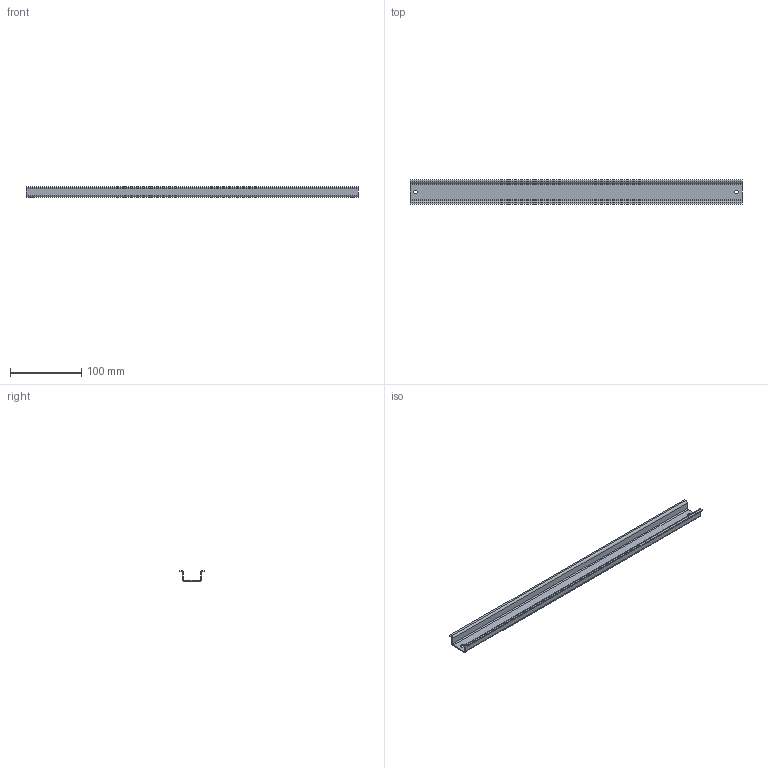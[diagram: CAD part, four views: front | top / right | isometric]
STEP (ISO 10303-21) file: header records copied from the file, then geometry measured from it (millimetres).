
FILE_DESCRIPTION((''),'2;1');
FILE_NAME('PRT0002_1','2023-02-28T08:16:14',('klemen.sitar'),('Audax d.o.o.'),'CREO PARAMETRIC BY PTC INC, 2021304','CREO PARAMETRIC BY PTC INC, 2021304','');
FILE_SCHEMA(('AP242_MANAGED_MODEL_BASED_3D_ENGINEERING_MIM_LF { 1 0 10303 442 1 1 4 }'));
Length unit declared in the file: millimetre
Products named in the file (1): PRT0002_1
Bounding box: 466 x 35 x 15 mm (x, y, z)
Volume: 40571.7 mm3; surface area: 55718 mm2
Topology: 1 solids, 1 shells, 26 faces, 74 edges, 52 vertices
Faces by surface type: plane 14, cylinder 12
Entity records: 1590 total; most frequent: COLOUR_RGB 349, DIRECTION 152, CARTESIAN_POINT 151, ORIENTED_EDGE 144, PRESENTATION_STYLE_ASSIGNMENT 76, STYLED_ITEM 76, CURVE_STYLE 75, EDGE_CURVE 72
